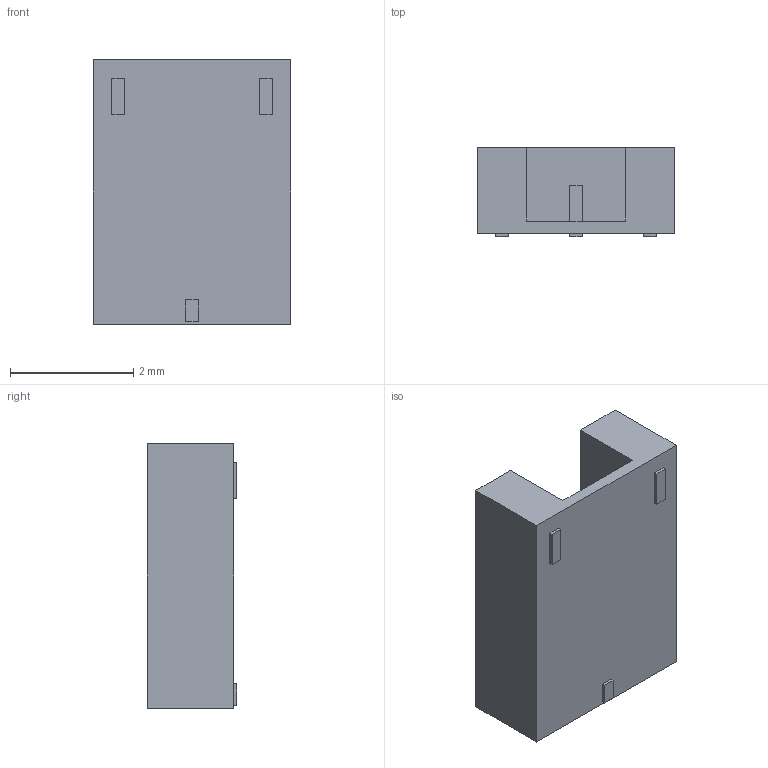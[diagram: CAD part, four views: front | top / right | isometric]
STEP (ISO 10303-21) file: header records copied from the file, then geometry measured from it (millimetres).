
FILE_DESCRIPTION (( 'STEP AP214' ), '1' );
FILE_NAME ('BM01B-ACHSS-A-GAN.STEP', '2010-06-23T07:48:32', ( ' ' ), ( ' ' ), 'SwSTEP 2.0', 'SolidWorks 2005235', '' );
FILE_SCHEMA (( 'AUTOMOTIVE_DESIGN' ));
Length unit declared in the file: millimetre
Products named in the file (1): BM01B-ACHSS-A-GAN
Bounding box: 3.2 x 1.45 x 4.3 mm (x, y, z)
Volume: 11.5 mm3; surface area: 61.2 mm2
Topology: 1 solids, 1 shells, 41 faces, 108 edges, 72 vertices
Faces by surface type: plane 41
Entity records: 1716 total; most frequent: CARTESIAN_POINT 222, ORIENTED_EDGE 216, DIRECTION 192, EDGE_CURVE 108, VECTOR 108, LINE 108, VERTEX_POINT 72, EDGE_LOOP 44
